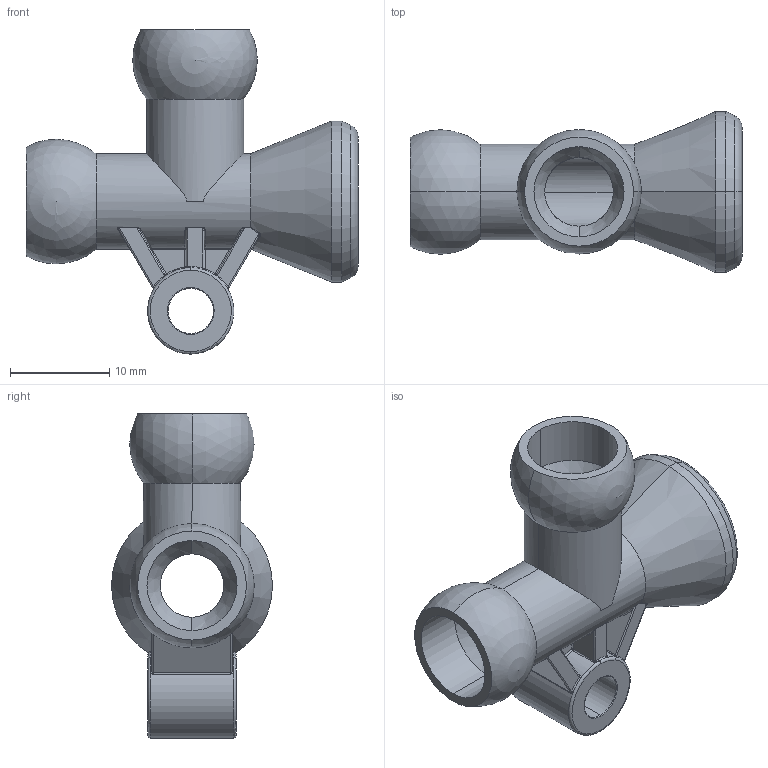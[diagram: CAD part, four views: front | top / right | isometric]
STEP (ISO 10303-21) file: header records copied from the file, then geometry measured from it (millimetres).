
FILE_DESCRIPTION (( 'STEP AP203' ), '1' );
FILE_NAME ('1-4 T Fitting.STEP', '2005-02-04T21:59:37', ( 'mark lockwood' ), ( 'lockwood products inc.' ), 'SwSTEP 2.0', 'SolidWorks 2004146', '' );
FILE_SCHEMA (( 'CONFIG_CONTROL_DESIGN' ));
Length unit declared in the file: inch
Products named in the file (1): 1-4 T Fitting
Bounding box: 33.53 x 16.26 x 32.74 mm (x, y, z)
Volume: 2772.4 mm3; surface area: 3570.9 mm2
Topology: 1 solids, 1 shells, 188 faces, 449 edges, 241 vertices
Faces by surface type: cylinder 70, bspline 33, plane 27, torus 26, sphere 22, cone 10
Entity records: 13266 total; most frequent: CARTESIAN_POINT 9171, DIRECTION 868, ORIENTED_EDGE 836, EDGE_CURVE 418, AXIS2_PLACEMENT_3D 375, VERTEX_POINT 232, CIRCLE 219, EDGE_LOOP 194
